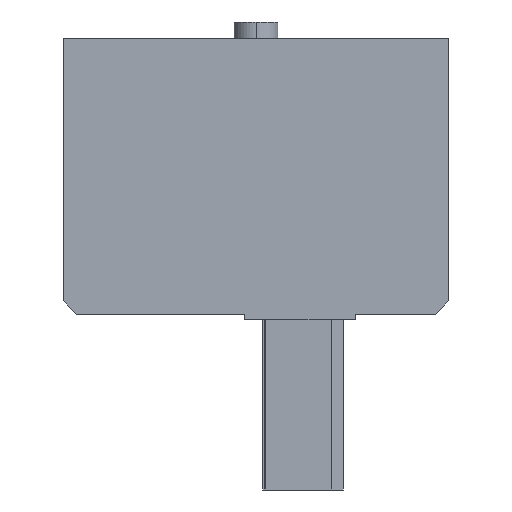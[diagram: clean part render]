
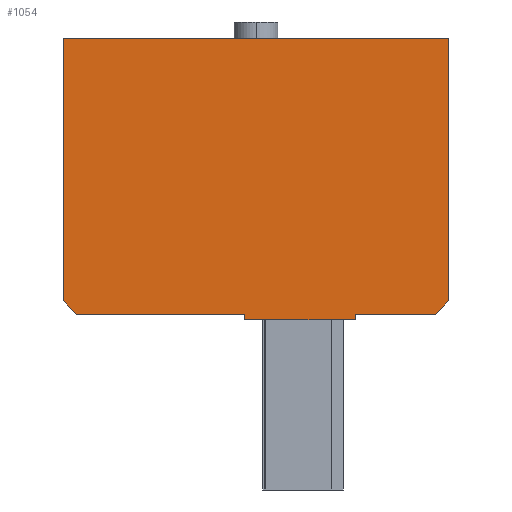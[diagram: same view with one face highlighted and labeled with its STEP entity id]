
A CAD part, left-side view. The second image highlights one B-rep face of the part: STEP entity #1054.
In plain terms, the highlighted planar face has unit normal (-1, 0, 0).
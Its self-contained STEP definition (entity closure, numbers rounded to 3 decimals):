
#986=AXIS2_PLACEMENT_3D('Plane Axis2P3D',#983,#984,#985) ;
#132=CARTESIAN_POINT('Vertex',(0.,35.05,41.05)) ;
#135=CARTESIAN_POINT('Line Origine',(0.,17.525,41.05)) ;
#139=CARTESIAN_POINT('Vertex',(0.,0.,41.05)) ;
#695=CARTESIAN_POINT('Vertex',(0.,35.05,17.2)) ;
#698=CARTESIAN_POINT('Line Origine',(0.,35.05,29.125)) ;
#983=CARTESIAN_POINT('Axis2P3D Location',(0.,0.,0.)) ;
#988=CARTESIAN_POINT('Line Origine',(0.,0.,29.125)) ;
#992=CARTESIAN_POINT('Vertex',(0.,0.,17.2)) ;
#995=CARTESIAN_POINT('Line Origine',(0.,34.45,16.6)) ;
#999=CARTESIAN_POINT('Vertex',(0.,33.85,16.)) ;
#1002=CARTESIAN_POINT('Line Origine',(0.,26.2,16.)) ;
#1006=CARTESIAN_POINT('Vertex',(0.,18.55,16.)) ;
#1009=CARTESIAN_POINT('Line Origine',(0.,18.55,15.75)) ;
#1013=CARTESIAN_POINT('Vertex',(0.,18.55,15.5)) ;
#1016=CARTESIAN_POINT('Line Origine',(0.,13.525,15.5)) ;
#1020=CARTESIAN_POINT('Vertex',(0.,8.5,15.5)) ;
#1023=CARTESIAN_POINT('Line Origine',(0.,8.5,15.75)) ;
#1027=CARTESIAN_POINT('Vertex',(0.,8.5,16.)) ;
#1030=CARTESIAN_POINT('Line Origine',(0.,4.85,16.)) ;
#1034=CARTESIAN_POINT('Vertex',(0.,1.2,16.)) ;
#1037=CARTESIAN_POINT('Line Origine',(0.,0.6,16.6)) ;
#136=DIRECTION('Vector Direction',(0.,1.,0.)) ;
#699=DIRECTION('Vector Direction',(0.,0.,-1.)) ;
#984=DIRECTION('Axis2P3D Direction',(-1.,0.,0.)) ;
#985=DIRECTION('Axis2P3D XDirection',(0.,0.,1.)) ;
#989=DIRECTION('Vector Direction',(0.,0.,1.)) ;
#996=DIRECTION('Vector Direction',(0.,-0.707,-0.707)) ;
#1003=DIRECTION('Vector Direction',(0.,-1.,0.)) ;
#1010=DIRECTION('Vector Direction',(0.,0.,-1.)) ;
#1017=DIRECTION('Vector Direction',(0.,-1.,0.)) ;
#1024=DIRECTION('Vector Direction',(0.,0.,-1.)) ;
#1031=DIRECTION('Vector Direction',(0.,-1.,0.)) ;
#1038=DIRECTION('Vector Direction',(0.,-0.707,0.707)) ;
#137=VECTOR('Line Direction',#136,1.) ;
#700=VECTOR('Line Direction',#699,1.) ;
#990=VECTOR('Line Direction',#989,1.) ;
#997=VECTOR('Line Direction',#996,1.) ;
#1004=VECTOR('Line Direction',#1003,1.) ;
#1011=VECTOR('Line Direction',#1010,1.) ;
#1018=VECTOR('Line Direction',#1017,1.) ;
#1025=VECTOR('Line Direction',#1024,1.) ;
#1032=VECTOR('Line Direction',#1031,1.) ;
#1039=VECTOR('Line Direction',#1038,1.) ;
#1043=ORIENTED_EDGE('',*,*,#994,.T.) ;
#1044=ORIENTED_EDGE('',*,*,#141,.T.) ;
#1045=ORIENTED_EDGE('',*,*,#702,.T.) ;
#1046=ORIENTED_EDGE('',*,*,#1001,.T.) ;
#1047=ORIENTED_EDGE('',*,*,#1008,.T.) ;
#1048=ORIENTED_EDGE('',*,*,#1015,.T.) ;
#1049=ORIENTED_EDGE('',*,*,#1022,.T.) ;
#1050=ORIENTED_EDGE('',*,*,#1029,.T.) ;
#1051=ORIENTED_EDGE('',*,*,#1036,.T.) ;
#1052=ORIENTED_EDGE('',*,*,#1041,.T.) ;
#1054=ADVANCED_FACE('HOUSING',(#1053),#987,.T.) ;
#141=EDGE_CURVE('',#140,#133,#138,.T.) ;
#702=EDGE_CURVE('',#133,#696,#701,.T.) ;
#994=EDGE_CURVE('',#993,#140,#991,.T.) ;
#1001=EDGE_CURVE('',#696,#1000,#998,.T.) ;
#1008=EDGE_CURVE('',#1000,#1007,#1005,.T.) ;
#1015=EDGE_CURVE('',#1007,#1014,#1012,.T.) ;
#1022=EDGE_CURVE('',#1014,#1021,#1019,.T.) ;
#1029=EDGE_CURVE('',#1021,#1028,#1026,.F.) ;
#1036=EDGE_CURVE('',#1028,#1035,#1033,.T.) ;
#1041=EDGE_CURVE('',#1035,#993,#1040,.T.) ;
#1042=EDGE_LOOP('',(#1043,#1044,#1045,#1046,#1047,#1048,#1049,#1050,#1051,#1052)) ;
#1053=FACE_OUTER_BOUND('',#1042,.T.) ;
#138=LINE('Line',#135,#137) ;
#701=LINE('Line',#698,#700) ;
#991=LINE('Line',#988,#990) ;
#998=LINE('Line',#995,#997) ;
#1005=LINE('Line',#1002,#1004) ;
#1012=LINE('Line',#1009,#1011) ;
#1019=LINE('Line',#1016,#1018) ;
#1026=LINE('Line',#1023,#1025) ;
#1033=LINE('Line',#1030,#1032) ;
#1040=LINE('Line',#1037,#1039) ;
#987=PLANE('',#986) ;
#133=VERTEX_POINT('',#132) ;
#140=VERTEX_POINT('',#139) ;
#696=VERTEX_POINT('',#695) ;
#993=VERTEX_POINT('',#992) ;
#1000=VERTEX_POINT('',#999) ;
#1007=VERTEX_POINT('',#1006) ;
#1014=VERTEX_POINT('',#1013) ;
#1021=VERTEX_POINT('',#1020) ;
#1028=VERTEX_POINT('',#1027) ;
#1035=VERTEX_POINT('',#1034) ;
